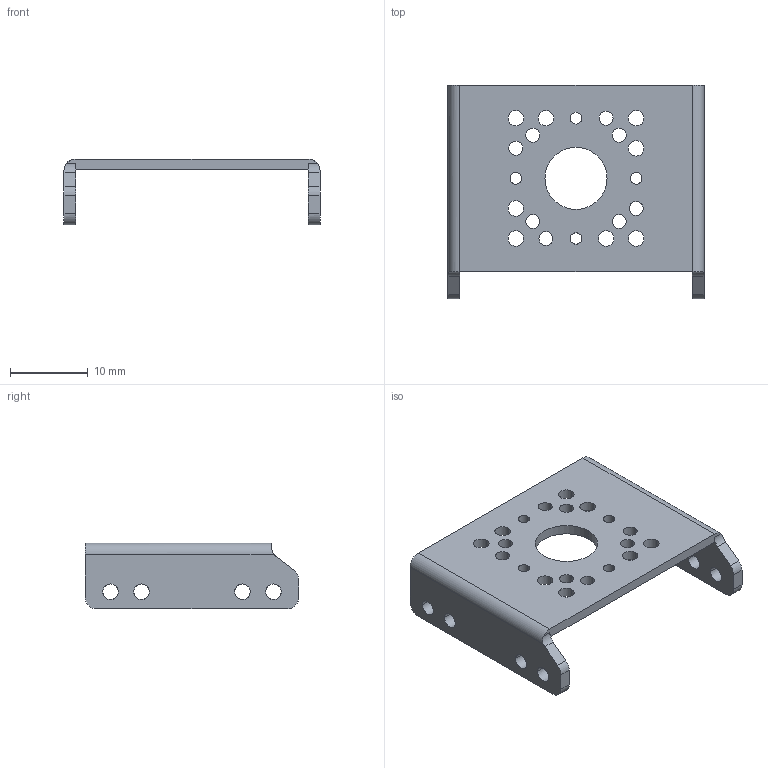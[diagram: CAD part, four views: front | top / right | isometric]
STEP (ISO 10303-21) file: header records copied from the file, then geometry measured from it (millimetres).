
FILE_DESCRIPTION(('CATIA V5 STEP Exchange'),'2;1');
FILE_NAME('FR07-S101K.stp','2023-06-06T10:29:53+00:00',('none'),('none'),'CATIA Version 5 Release 20 GA (IN-10)','CATIA V5 STEP AP203','none');
FILE_SCHEMA(('CONFIG_CONTROL_DESIGN'));
Length unit declared in the file: millimetre
Products named in the file (1): FR07-S101K
Bounding box: 33 x 27.5 x 8.5 mm (x, y, z)
Volume: 1412 mm3; surface area: 2523.8 mm2
Topology: 1 solids, 1 shells, 82 faces, 240 edges, 160 vertices
Faces by surface type: cylinder 68, plane 14
Entity records: 3200 total; most frequent: CARTESIAN_POINT 915, ORIENTED_EDGE 480, DIRECTION 377, EDGE_CURVE 240, AXIS2_PLACEMENT_3D 194, VERTEX_POINT 160, EDGE_LOOP 140, CIRCLE 111
